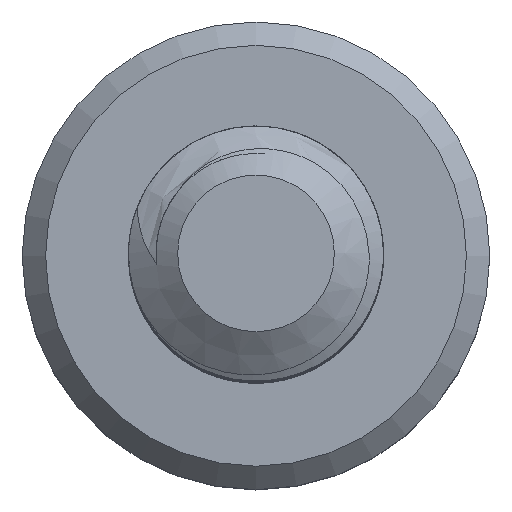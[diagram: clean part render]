
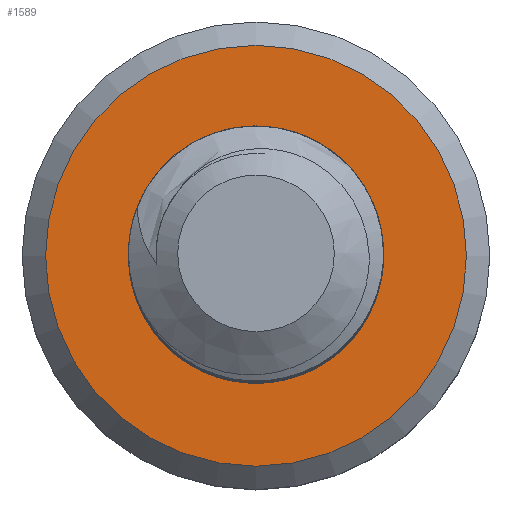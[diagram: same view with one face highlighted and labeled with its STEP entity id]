
A CAD part, top view. The second image highlights one B-rep face of the part: STEP entity #1589.
In plain terms, the highlighted planar face has unit normal (0, 0, 1).
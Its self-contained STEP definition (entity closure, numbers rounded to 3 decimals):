
#16=FACE_BOUND('',#209,.T.);
#19=PLANE('',#1716);
#119=FACE_OUTER_BOUND('',#208,.T.);
#208=EDGE_LOOP('',(#1401,#1402));
#209=EDGE_LOOP('',(#1403,#1404,#1405,#1406));
#222=CIRCLE('',#1623,1.5);
#227=CIRCLE('',#1692,2.475);
#228=CIRCLE('',#1693,2.475);
#237=CIRCLE('',#1707,1.175);
#381=B_SPLINE_CURVE_WITH_KNOTS('',3,(#14128,#14129,#14130,#14131,#14132,
#14133,#14134,#14135,#14136,#14137,#14138,#14139,#14140,#14141,#14142,#14143,
#14144,#14145,#14146,#14147,#14148,#14149,#14150,#14151,#14152,#14153,#14154,
#14155,#14156,#14157,#14158,#14159,#14160,#14161,#14162,#14163,#14164,#14165,
#14166,#14167),.UNSPECIFIED.,.F.,.F.,(4,3,3,3,3,3,3,3,3,3,3,3,3,4),(0.,
0.033,0.065,0.099,0.115,
0.133,0.16,0.17,0.233,
0.276,0.321,0.342,0.344,
0.411),.UNSPECIFIED.);
#382=B_SPLINE_CURVE_WITH_KNOTS('',3,(#15010,#15011,#15012,#15013,#15014,
#15015,#15016,#15017,#15018,#15019,#15020,#15021,#15022,#15023,#15024,#15025,
#15026,#15027,#15028,#15029,#15030,#15031,#15032,#15033,#15034,#15035,#15036,
#15037,#15038,#15039,#15040,#15041,#15042,#15043,#15044,#15045,#15046,#15047,
#15048,#15049,#15050,#15051,#15052),.UNSPECIFIED.,.F.,.F.,(4,3,3,3,3,3,
3,3,3,3,3,3,3,3,4),(0.,0.054,0.092,0.109,
0.125,0.153,0.174,0.211,
0.241,0.261,0.273,0.282,
0.32,0.328,0.391),.UNSPECIFIED.);
#545=VERTEX_POINT('',#2030);
#546=VERTEX_POINT('',#2053);
#682=VERTEX_POINT('',#13093);
#683=VERTEX_POINT('',#13095);
#694=VERTEX_POINT('',#13243);
#695=VERTEX_POINT('',#13263);
#708=EDGE_CURVE('',#545,#546,#222,.T.);
#908=EDGE_CURVE('',#683,#682,#227,.T.);
#909=EDGE_CURVE('',#682,#683,#228,.T.);
#926=EDGE_CURVE('',#695,#694,#237,.T.);
#929=EDGE_CURVE('',#694,#546,#381,.T.);
#930=EDGE_CURVE('',#545,#695,#382,.T.);
#1401=ORIENTED_EDGE('',*,*,#908,.T.);
#1402=ORIENTED_EDGE('',*,*,#909,.T.);
#1403=ORIENTED_EDGE('',*,*,#708,.F.);
#1404=ORIENTED_EDGE('',*,*,#930,.T.);
#1405=ORIENTED_EDGE('',*,*,#926,.T.);
#1406=ORIENTED_EDGE('',*,*,#929,.T.);
#1589=ADVANCED_FACE('',(#119,#16),#19,.F.);
#1623=AXIS2_PLACEMENT_3D('',#2054,#1734,#1735);
#1692=AXIS2_PLACEMENT_3D('',#13096,#1936,#1937);
#1693=AXIS2_PLACEMENT_3D('',#13097,#1938,#1939);
#1707=AXIS2_PLACEMENT_3D('',#13264,#1969,#1970);
#1716=AXIS2_PLACEMENT_3D('',#15064,#1987,#1988);
#1734=DIRECTION('center_axis',(0.,0.,1.));
#1735=DIRECTION('ref_axis',(1.,0.,0.));
#1936=DIRECTION('center_axis',(0.,0.,1.));
#1937=DIRECTION('ref_axis',(-1.,0.,0.));
#1938=DIRECTION('center_axis',(0.,0.,1.));
#1939=DIRECTION('ref_axis',(-1.,0.,0.));
#1969=DIRECTION('center_axis',(0.,0.,-1.));
#1970=DIRECTION('ref_axis',(1.,0.,0.));
#1987=DIRECTION('center_axis',(0.,0.,-1.));
#1988=DIRECTION('ref_axis',(-1.,0.,0.));
#2030=CARTESIAN_POINT('',(0.,1.5,-16.));
#2053=CARTESIAN_POINT('',(-1.051,1.07,-16.));
#2054=CARTESIAN_POINT('Origin',(0.,0.,-16.));
#13093=CARTESIAN_POINT('',(2.475,0.,-16.));
#13095=CARTESIAN_POINT('',(-2.475,0.,-16.));
#13096=CARTESIAN_POINT('Origin',(0.,0.,-16.));
#13097=CARTESIAN_POINT('Origin',(0.,0.,-16.));
#13243=CARTESIAN_POINT('',(0.,-1.175,-16.));
#13263=CARTESIAN_POINT('',(0.823,-0.839,-16.));
#13264=CARTESIAN_POINT('Origin',(0.,0.,-16.));
#14128=CARTESIAN_POINT('Ctrl Pts',(0.,-1.175,
-16.));
#14129=CARTESIAN_POINT('Ctrl Pts',(-0.109,-1.187,
-16.));
#14130=CARTESIAN_POINT('Ctrl Pts',(-0.219,-1.184,
-16.));
#14131=CARTESIAN_POINT('Ctrl Pts',(-0.328,-1.167,
-16.));
#14132=CARTESIAN_POINT('Ctrl Pts',(-0.434,-1.15,
-16.));
#14133=CARTESIAN_POINT('Ctrl Pts',(-0.538,-1.119,
-16.));
#14134=CARTESIAN_POINT('Ctrl Pts',(-0.636,-1.075,
-16.));
#14135=CARTESIAN_POINT('Ctrl Pts',(-0.739,-1.029,
-16.));
#14136=CARTESIAN_POINT('Ctrl Pts',(-0.836,-0.969,
-16.));
#14137=CARTESIAN_POINT('Ctrl Pts',(-0.923,-0.897,
-16.));
#14138=CARTESIAN_POINT('Ctrl Pts',(-0.963,-0.864,
-16.));
#14139=CARTESIAN_POINT('Ctrl Pts',(-1.001,-0.827,
-16.));
#14140=CARTESIAN_POINT('Ctrl Pts',(-1.035,-0.791,
-16.));
#14141=CARTESIAN_POINT('Ctrl Pts',(-1.076,-0.748,
-16.));
#14142=CARTESIAN_POINT('Ctrl Pts',(-1.112,-0.704,
-16.));
#14143=CARTESIAN_POINT('Ctrl Pts',(-1.143,-0.66,
-16.));
#14144=CARTESIAN_POINT('Ctrl Pts',(-1.187,-0.597,
-16.));
#14145=CARTESIAN_POINT('Ctrl Pts',(-1.224,-0.535,
-16.));
#14146=CARTESIAN_POINT('Ctrl Pts',(-1.252,-0.477,
-16.));
#14147=CARTESIAN_POINT('Ctrl Pts',(-1.264,-0.455,
-16.));
#14148=CARTESIAN_POINT('Ctrl Pts',(-1.274,-0.434,
-16.));
#14149=CARTESIAN_POINT('Ctrl Pts',(-1.283,-0.412,
-16.));
#14150=CARTESIAN_POINT('Ctrl Pts',(-1.34,-0.282,
-16.));
#14151=CARTESIAN_POINT('Ctrl Pts',(-1.377,-0.143,-16.));
#14152=CARTESIAN_POINT('Ctrl Pts',(-1.392,-0.001,
-16.));
#14153=CARTESIAN_POINT('Ctrl Pts',(-1.402,0.097,
-16.));
#14154=CARTESIAN_POINT('Ctrl Pts',(-1.402,0.197,-16.));
#14155=CARTESIAN_POINT('Ctrl Pts',(-1.391,0.296,
-16.));
#14156=CARTESIAN_POINT('Ctrl Pts',(-1.38,0.395,
-16.));
#14157=CARTESIAN_POINT('Ctrl Pts',(-1.358,0.494,
-16.));
#14158=CARTESIAN_POINT('Ctrl Pts',(-1.325,0.589,
-16.));
#14159=CARTESIAN_POINT('Ctrl Pts',(-1.31,0.635,
-16.));
#14160=CARTESIAN_POINT('Ctrl Pts',(-1.292,0.679,
-16.));
#14161=CARTESIAN_POINT('Ctrl Pts',(-1.273,0.722,
-16.));
#14162=CARTESIAN_POINT('Ctrl Pts',(-1.271,0.725,-16.));
#14163=CARTESIAN_POINT('Ctrl Pts',(-1.269,0.728,
-16.));
#14164=CARTESIAN_POINT('Ctrl Pts',(-1.268,0.732,
-16.));
#14165=CARTESIAN_POINT('Ctrl Pts',(-1.206,0.863,
-16.));
#14166=CARTESIAN_POINT('Ctrl Pts',(-1.13,0.977,-16.));
#14167=CARTESIAN_POINT('Ctrl Pts',(-1.051,1.07,-16.));
#15010=CARTESIAN_POINT('Ctrl Pts',(0.,1.5,
-16.));
#15011=CARTESIAN_POINT('Ctrl Pts',(0.179,1.485,-16.));
#15012=CARTESIAN_POINT('Ctrl Pts',(0.355,1.436,-16.));
#15013=CARTESIAN_POINT('Ctrl Pts',(0.516,1.356,-16.));
#15014=CARTESIAN_POINT('Ctrl Pts',(0.629,1.3,-16.));
#15015=CARTESIAN_POINT('Ctrl Pts',(0.734,1.228,-16.));
#15016=CARTESIAN_POINT('Ctrl Pts',(0.828,1.145,-16.));
#15017=CARTESIAN_POINT('Ctrl Pts',(0.87,1.108,-16.));
#15018=CARTESIAN_POINT('Ctrl Pts',(0.909,1.068,-16.));
#15019=CARTESIAN_POINT('Ctrl Pts',(0.946,1.027,-16.));
#15020=CARTESIAN_POINT('Ctrl Pts',(0.981,0.987,
-16.));
#15021=CARTESIAN_POINT('Ctrl Pts',(1.014,0.946,-16.));
#15022=CARTESIAN_POINT('Ctrl Pts',(1.044,0.904,-16.));
#15023=CARTESIAN_POINT('Ctrl Pts',(1.096,0.83,-16.));
#15024=CARTESIAN_POINT('Ctrl Pts',(1.139,0.754,-16.));
#15025=CARTESIAN_POINT('Ctrl Pts',(1.174,0.678,-16.));
#15026=CARTESIAN_POINT('Ctrl Pts',(1.2,0.621,-16.));
#15027=CARTESIAN_POINT('Ctrl Pts',(1.221,0.565,-16.));
#15028=CARTESIAN_POINT('Ctrl Pts',(1.238,0.508,-16.));
#15029=CARTESIAN_POINT('Ctrl Pts',(1.268,0.407,-16.));
#15030=CARTESIAN_POINT('Ctrl Pts',(1.286,0.302,-16.));
#15031=CARTESIAN_POINT('Ctrl Pts',(1.29,0.197,-16.));
#15032=CARTESIAN_POINT('Ctrl Pts',(1.294,0.109,-16.));
#15033=CARTESIAN_POINT('Ctrl Pts',(1.289,0.02,
-16.));
#15034=CARTESIAN_POINT('Ctrl Pts',(1.274,-0.067,
-16.));
#15035=CARTESIAN_POINT('Ctrl Pts',(1.265,-0.124,
-16.));
#15036=CARTESIAN_POINT('Ctrl Pts',(1.252,-0.179,
-16.));
#15037=CARTESIAN_POINT('Ctrl Pts',(1.235,-0.234,
-16.));
#15038=CARTESIAN_POINT('Ctrl Pts',(1.225,-0.266,
-16.));
#15039=CARTESIAN_POINT('Ctrl Pts',(1.214,-0.298,
-16.));
#15040=CARTESIAN_POINT('Ctrl Pts',(1.201,-0.329,
-16.));
#15041=CARTESIAN_POINT('Ctrl Pts',(1.192,-0.353,
-16.));
#15042=CARTESIAN_POINT('Ctrl Pts',(1.182,-0.376,
-16.));
#15043=CARTESIAN_POINT('Ctrl Pts',(1.172,-0.397,
-16.));
#15044=CARTESIAN_POINT('Ctrl Pts',(1.129,-0.488,
-16.));
#15045=CARTESIAN_POINT('Ctrl Pts',(1.084,-0.557,
-16.));
#15046=CARTESIAN_POINT('Ctrl Pts',(1.049,-0.606,
-16.));
#15047=CARTESIAN_POINT('Ctrl Pts',(1.041,-0.616,
-16.));
#15048=CARTESIAN_POINT('Ctrl Pts',(1.034,-0.626,
-16.));
#15049=CARTESIAN_POINT('Ctrl Pts',(1.027,-0.635,
-16.));
#15050=CARTESIAN_POINT('Ctrl Pts',(0.968,-0.711,
-16.));
#15051=CARTESIAN_POINT('Ctrl Pts',(0.9,-0.78,
-16.));
#15052=CARTESIAN_POINT('Ctrl Pts',(0.823,-0.839,
-16.));
#15064=CARTESIAN_POINT('Origin',(0.,0.,-16.));
